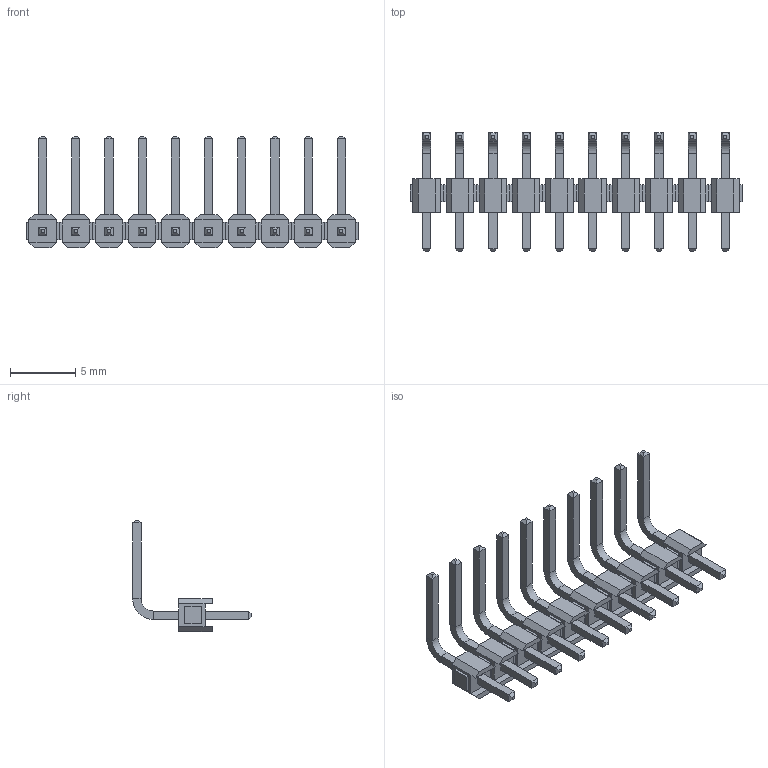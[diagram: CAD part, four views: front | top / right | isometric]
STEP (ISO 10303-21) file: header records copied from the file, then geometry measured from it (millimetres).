
FILE_DESCRIPTION (( 'STEP AP214' ), '1' );
FILE_NAME ('PLSR-10.STEP', '2019-06-28T12:23:34', ( '' ), ( '' ), 'SwSTEP 2.0', 'SolidWorks 2018', '' );
FILE_SCHEMA (( 'AUTOMOTIVE_DESIGN' ));
Length unit declared in the file: millimetre
Products named in the file (1): PLSR-10
Bounding box: 25.4 x 9.07 x 8.54 mm (x, y, z)
Volume: 169.7 mm3; surface area: 685.1 mm2
Topology: 20 solids, 20 shells, 510 faces, 1120 edges, 680 vertices
Faces by surface type: plane 490, cylinder 20
Entity records: 19279 total; most frequent: CARTESIAN_POINT 2311, ORIENTED_EDGE 2240, DIRECTION 2182, EDGE_CURVE 1120, LINE 1080, VECTOR 1080, VERTEX_POINT 680, AXIS2_PLACEMENT_3D 551
